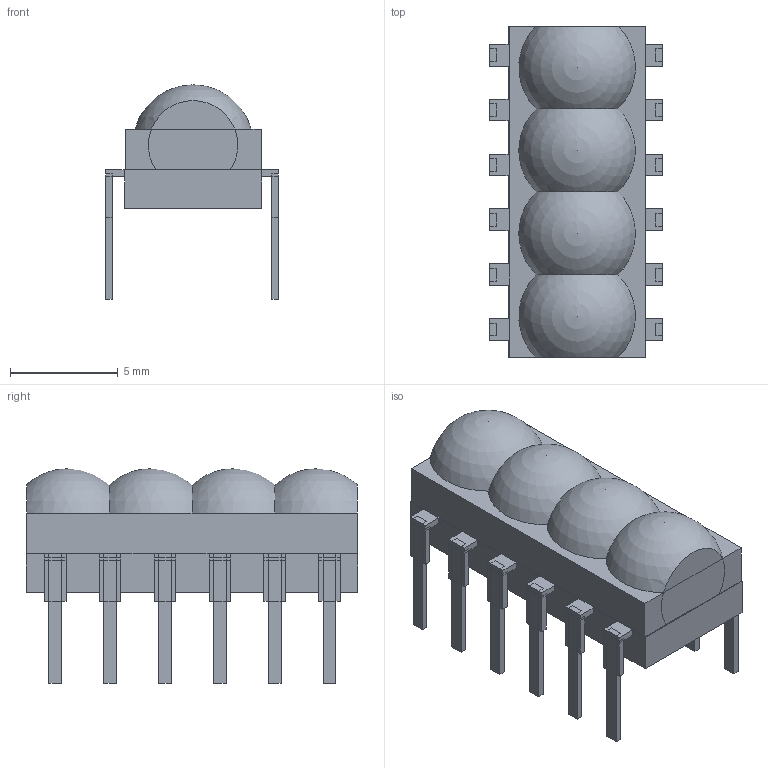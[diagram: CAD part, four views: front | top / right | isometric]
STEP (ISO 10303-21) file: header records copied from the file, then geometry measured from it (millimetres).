
FILE_DESCRIPTION(('FreeCAD Model'),'2;1');
FILE_NAME('union.step','2019-09-26T16:15:34',( 'kicad StepUp'),('ksu MCAD'),'Open CASCADE STEP processor 7.3', 'FreeCAD','Unknown');
FILE_SCHEMA(('AUTOMOTIVE_DESIGN { 1 0 10303 214 1 1 1 1 }'));
Length unit declared in the file: millimetre
Products named in the file (1): union
Bounding box: 8 x 15.37 x 9.93 mm (x, y, z)
Volume: 475.1 mm3; surface area: 562.6 mm2
Topology: 1 solids, 1 shells, 369 faces, 890 edges, 519 vertices
Faces by surface type: plane 365, sphere 4
Entity records: 12822 total; most frequent: CARTESIAN_POINT 1775, ORIENTED_EDGE 1772, DIRECTION 1652, EDGE_CURVE 886, LINE 860, VECTOR 860, VERTEX_POINT 519, AXIS2_PLACEMENT_3D 396
